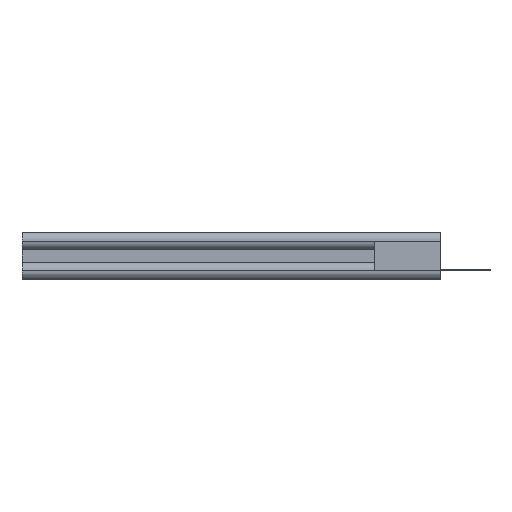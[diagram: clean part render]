
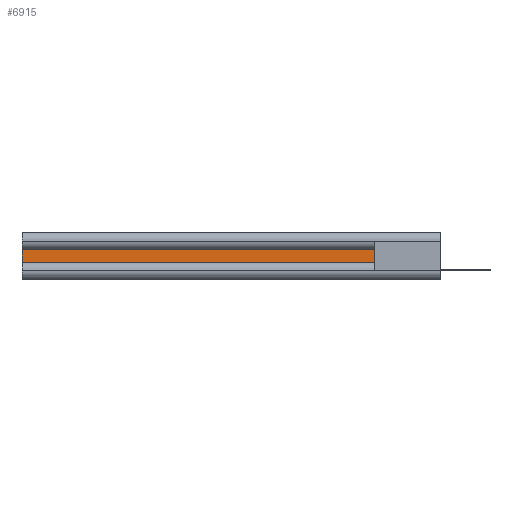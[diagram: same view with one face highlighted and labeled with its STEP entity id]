
A CAD part, left-side view. The second image highlights one B-rep face of the part: STEP entity #6915.
In plain terms, the highlighted planar face has unit normal (-1, 0, 0).
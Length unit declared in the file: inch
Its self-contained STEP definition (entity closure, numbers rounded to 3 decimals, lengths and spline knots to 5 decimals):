
#259 = CARTESIAN_POINT ( 'NONE',  ( 0.044, 0.37012, 0.0465 ) ) ;
#1918 = DIRECTION ( 'NONE',  ( 1., 0., 0. ) ) ;
#2815 = EDGE_CURVE ( 'NONE', #21156, #9055, #16497, .T. ) ;
#3761 = DIRECTION ( 'NONE',  ( 0., 1., 0. ) ) ;
#5397 = CARTESIAN_POINT ( 'NONE',  ( 0.044, 0.473, -0.0465 ) ) ;
#5677 = ORIENTED_EDGE ( 'NONE', *, *, #8455, .T. ) ;
#6781 = CARTESIAN_POINT ( 'NONE',  ( 0.044, 3., -0.0465 ) ) ;
#6856 = EDGE_LOOP ( 'NONE', ( #5677, #7689, #17399, #18961 ) ) ;
#6915 = ADVANCED_FACE ( 'NONE', ( #18943 ), #13844, .F. ) ;
#7432 = CARTESIAN_POINT ( 'NONE',  ( 0.044, 0.473, -0.0465 ) ) ;
#7653 = CARTESIAN_POINT ( 'NONE',  ( 0.044, 3., 0.0465 ) ) ;
#7689 = ORIENTED_EDGE ( 'NONE', *, *, #21447, .T. ) ;
#8455 = EDGE_CURVE ( 'NONE', #21156, #8618, #20453, .T. ) ;
#8618 = VERTEX_POINT ( 'NONE', #7653 ) ;
#9055 = VERTEX_POINT ( 'NONE', #5397 ) ;
#9078 = VECTOR ( 'NONE', #17436, 39.37008 ) ;
#9471 = AXIS2_PLACEMENT_3D ( 'NONE', #19000, #1918, #13926 ) ;
#10189 = LINE ( 'NONE', #11642, #19248 ) ;
#11409 = VECTOR ( 'NONE', #3761, 39.37008 ) ;
#11642 = CARTESIAN_POINT ( 'NONE',  ( 0.044, 0.37012, -0.0465 ) ) ;
#13844 = PLANE ( 'NONE',  #9471 ) ;
#13926 = DIRECTION ( 'NONE',  ( 0., 0., -1. ) ) ;
#14146 = LINE ( 'NONE', #20743, #9078 ) ;
#14972 = CARTESIAN_POINT ( 'NONE',  ( 0.044, 0.473, 0.0465 ) ) ;
#16497 = LINE ( 'NONE', #7432, #17023 ) ;
#17023 = VECTOR ( 'NONE', #19384, 39.37008 ) ;
#17399 = ORIENTED_EDGE ( 'NONE', *, *, #21180, .F. ) ;
#17436 = DIRECTION ( 'NONE',  ( 0., 0., -1. ) ) ;
#18943 = FACE_OUTER_BOUND ( 'NONE', #6856, .T. ) ;
#18961 = ORIENTED_EDGE ( 'NONE', *, *, #2815, .F. ) ;
#19000 = CARTESIAN_POINT ( 'NONE',  ( 0.044, 0.37012, -0.0465 ) ) ;
#19248 = VECTOR ( 'NONE', #21801, 39.37008 ) ;
#19384 = DIRECTION ( 'NONE',  ( 0., 0., -1. ) ) ;
#20076 = VERTEX_POINT ( 'NONE', #6781 ) ;
#20453 = LINE ( 'NONE', #259, #11409 ) ;
#20743 = CARTESIAN_POINT ( 'NONE',  ( 0.044, 3., -0.0465 ) ) ;
#21156 = VERTEX_POINT ( 'NONE', #14972 ) ;
#21180 = EDGE_CURVE ( 'NONE', #9055, #20076, #10189, .T. ) ;
#21447 = EDGE_CURVE ( 'NONE', #8618, #20076, #14146, .T. ) ;
#21801 = DIRECTION ( 'NONE',  ( 0., 1., 0. ) ) ;
